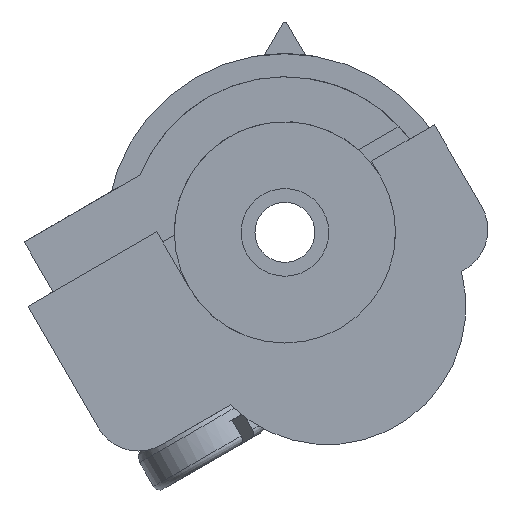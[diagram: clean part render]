
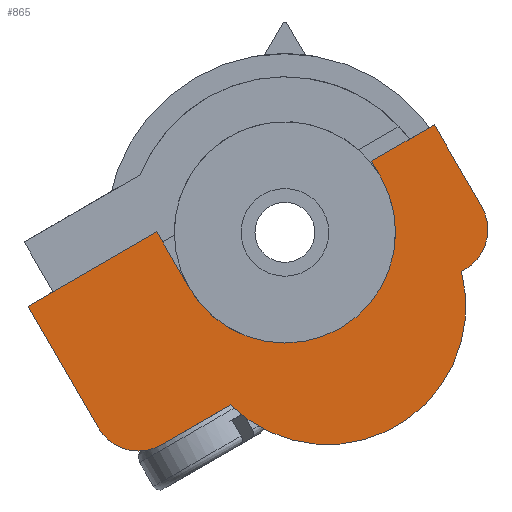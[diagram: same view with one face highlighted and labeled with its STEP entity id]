
A CAD part, front view. The second image highlights one B-rep face of the part: STEP entity #865.
In plain terms, the highlighted planar face has unit normal (0, -1, 0).
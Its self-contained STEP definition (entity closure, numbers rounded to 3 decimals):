
#865=ADVANCED_FACE('',(#1174),#1016,.T.);
#1016=PLANE('',#4178);
#1174=FACE_OUTER_BOUND('',#1344,.T.);
#1344=EDGE_LOOP('',(#2214,#2215,#2216,#2217,#2218,#2219,#2220,#2221,#2222,
#2223,#2224,#2225));
#1523=CIRCLE('',#4151,2.);
#1525=CIRCLE('',#4155,6.);
#1527=CIRCLE('',#4159,2.);
#1532=CIRCLE('',#4177,4.8);
#2214=ORIENTED_EDGE('',*,*,#3195,.T.);
#2215=ORIENTED_EDGE('',*,*,#3194,.T.);
#2216=ORIENTED_EDGE('',*,*,#3196,.F.);
#2217=ORIENTED_EDGE('',*,*,#3180,.T.);
#2218=ORIENTED_EDGE('',*,*,#3172,.T.);
#2219=ORIENTED_EDGE('',*,*,#3105,.T.);
#2220=ORIENTED_EDGE('',*,*,#3143,.T.);
#2221=ORIENTED_EDGE('',*,*,#3148,.T.);
#2222=ORIENTED_EDGE('',*,*,#3149,.T.);
#2223=ORIENTED_EDGE('',*,*,#3152,.T.);
#2224=ORIENTED_EDGE('',*,*,#3156,.T.);
#2225=ORIENTED_EDGE('',*,*,#3158,.T.);
#2691=VERTEX_POINT('',#5957);
#2692=VERTEX_POINT('',#5959);
#2719=VERTEX_POINT('',#6132);
#2721=VERTEX_POINT('',#6140);
#2722=VERTEX_POINT('',#6144);
#2724=VERTEX_POINT('',#6149);
#2726=VERTEX_POINT('',#6156);
#2728=VERTEX_POINT('',#6161);
#2737=VERTEX_POINT('',#6189);
#2742=VERTEX_POINT('',#6205);
#2751=VERTEX_POINT('',#6230);
#2752=VERTEX_POINT('',#6232);
#3105=EDGE_CURVE('',#2692,#2691,#3439,.T.);
#3143=EDGE_CURVE('',#2691,#2719,#1523,.T.);
#3148=EDGE_CURVE('',#2719,#2721,#3461,.T.);
#3149=EDGE_CURVE('',#2721,#2722,#1525,.T.);
#3152=EDGE_CURVE('',#2722,#2724,#3464,.T.);
#3156=EDGE_CURVE('',#2724,#2726,#1527,.T.);
#3158=EDGE_CURVE('',#2726,#2728,#3468,.T.);
#3172=EDGE_CURVE('',#2737,#2692,#3480,.T.);
#3180=EDGE_CURVE('',#2742,#2737,#3487,.T.);
#3194=EDGE_CURVE('',#2751,#2752,#3500,.T.);
#3195=EDGE_CURVE('',#2728,#2751,#3501,.T.);
#3196=EDGE_CURVE('',#2742,#2752,#1532,.T.);
#3439=LINE('',#5958,#3706);
#3461=LINE('',#6141,#3728);
#3464=LINE('',#6150,#3731);
#3468=LINE('',#6162,#3735);
#3480=LINE('',#6188,#3747);
#3487=LINE('',#6204,#3754);
#3500=LINE('',#6233,#3767);
#3501=LINE('',#6235,#3768);
#3706=VECTOR('',#4854,1.);
#3728=VECTOR('',#4936,1.);
#3731=VECTOR('',#4945,1.);
#3735=VECTOR('',#4957,1.);
#3747=VECTOR('',#4981,1.);
#3754=VECTOR('',#4996,1.);
#3767=VECTOR('',#5019,1.);
#3768=VECTOR('',#5022,1.);
#4151=AXIS2_PLACEMENT_3D('',#6133,#4927,#4928);
#4155=AXIS2_PLACEMENT_3D('',#6143,#4939,#4940);
#4159=AXIS2_PLACEMENT_3D('',#6157,#4952,#4953);
#4177=AXIS2_PLACEMENT_3D('',#6236,#5023,#5024);
#4178=AXIS2_PLACEMENT_3D('',#6237,#5025,#5026);
#4854=DIRECTION('',(0.5,0.,-0.866));
#4927=DIRECTION('',(0.,-1.,0.));
#4928=DIRECTION('',(-0.866,0.,-0.5));
#4936=DIRECTION('',(0.866,0.,0.5));
#4939=DIRECTION('',(0.,-1.,0.));
#4940=DIRECTION('',(-0.701,0.,-0.713));
#4945=DIRECTION('',(0.866,0.,0.5));
#4952=DIRECTION('',(0.,-1.,0.));
#4953=DIRECTION('',(0.5,0.,-0.866));
#4957=DIRECTION('',(-0.5,0.,0.866));
#4981=DIRECTION('',(-0.866,0.,-0.5));
#4996=DIRECTION('',(-0.5,0.,0.866));
#5019=DIRECTION('',(0.5,0.,-0.866));
#5022=DIRECTION('',(-0.866,0.,-0.5));
#5023=DIRECTION('',(0.,-1.,0.));
#5024=DIRECTION('',(-0.866,0.,-0.5));
#5025=DIRECTION('',(0.,-1.,0.));
#5026=DIRECTION('',(0.5,0.,-0.866));
#5957=CARTESIAN_POINT('',(-8.093,-45.9,-8.483));
#5958=CARTESIAN_POINT('',(-11.143,-45.9,-3.2));
#5959=CARTESIAN_POINT('',(-11.143,-45.9,-3.2));
#6132=CARTESIAN_POINT('',(-5.361,-45.9,-9.215));
#6133=CARTESIAN_POINT('',(-6.361,-45.9,-7.483));
#6140=CARTESIAN_POINT('',(-2.358,-45.9,-7.481));
#6141=CARTESIAN_POINT('',(-5.361,-45.9,-9.215));
#6143=CARTESIAN_POINT('',(1.85,-45.9,-3.204));
#6144=CARTESIAN_POINT('',(7.658,-45.9,-1.699));
#6149=CARTESIAN_POINT('',(7.803,-45.9,-1.615));
#6150=CARTESIAN_POINT('',(7.658,-45.9,-1.699));
#6156=CARTESIAN_POINT('',(8.535,-45.9,1.117));
#6157=CARTESIAN_POINT('',(6.803,-45.9,0.117));
#6161=CARTESIAN_POINT('',(6.485,-45.9,4.668));
#6162=CARTESIAN_POINT('',(8.535,-45.9,1.117));
#6188=CARTESIAN_POINT('',(-5.557,-45.9,0.025));
#6189=CARTESIAN_POINT('',(-5.557,-45.9,0.025));
#6204=CARTESIAN_POINT('',(-4.157,-45.9,-2.4));
#6205=CARTESIAN_POINT('',(-4.157,-45.9,-2.4));
#6230=CARTESIAN_POINT('',(3.757,-45.9,3.093));
#6232=CARTESIAN_POINT('',(4.157,-45.9,2.4));
#6233=CARTESIAN_POINT('',(3.757,-45.9,3.093));
#6235=CARTESIAN_POINT('',(6.485,-45.9,4.668));
#6236=CARTESIAN_POINT('',(0.,-45.9,0.));
#6237=CARTESIAN_POINT('',(-11.814,-45.9,-3.197));
